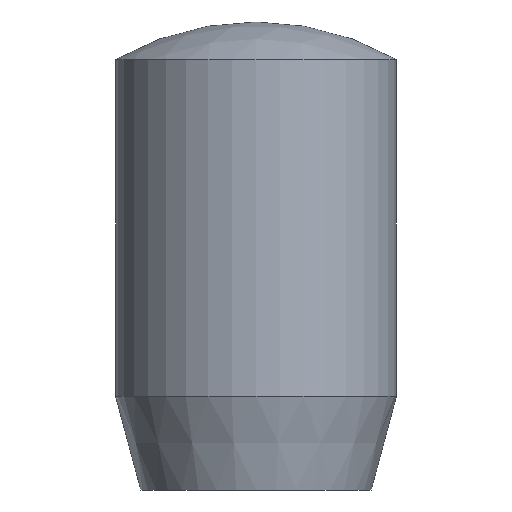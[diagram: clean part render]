
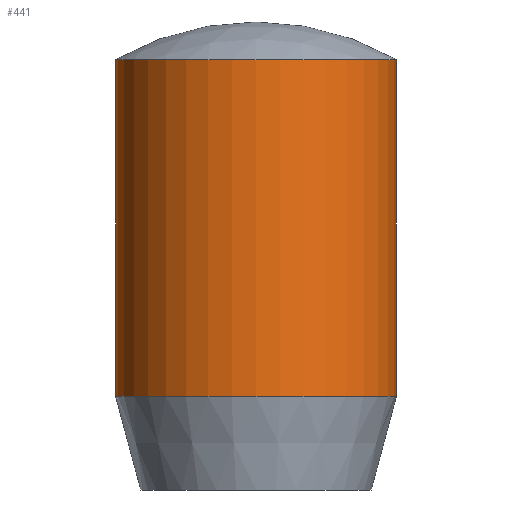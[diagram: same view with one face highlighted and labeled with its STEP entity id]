
A CAD part, front view. The second image highlights one B-rep face of the part: STEP entity #441.
In plain terms, the highlighted cylindrical face has radius 3 mm (diameter 6 mm), a partial arc.
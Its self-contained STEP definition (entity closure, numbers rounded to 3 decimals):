
#17 = DIRECTION ( 'NONE',  ( 0., 0., -1. ) ) ;
#21 = CARTESIAN_POINT ( 'NONE',  ( 3., 0., 5. ) ) ;
#37 = CARTESIAN_POINT ( 'NONE',  ( 3., 0., 4.196 ) ) ;
#61 = VECTOR ( 'NONE', #17, 1000. ) ;
#142 = DIRECTION ( 'NONE',  ( 1., 0., 0. ) ) ;
#149 = DIRECTION ( 'NONE',  ( 0., 0., 1. ) ) ;
#152 = CARTESIAN_POINT ( 'NONE',  ( 0., 0., -3. ) ) ;
#177 = CARTESIAN_POINT ( 'NONE',  ( 3., 0., -3. ) ) ;
#185 = VERTEX_POINT ( 'NONE', #177 ) ;
#189 = EDGE_LOOP ( 'NONE', ( #214, #313, #716, #559 ) ) ;
#199 = AXIS2_PLACEMENT_3D ( 'NONE', #152, #149, #142 ) ;
#205 = CARTESIAN_POINT ( 'NONE',  ( -3., 0., 5. ) ) ;
#206 = EDGE_CURVE ( 'NONE', #401, #185, #270, .T. ) ;
#214 = ORIENTED_EDGE ( 'NONE', *, *, #234, .F. ) ;
#216 = DIRECTION ( 'NONE',  ( 0., 0., -1. ) ) ;
#225 = EDGE_CURVE ( 'NONE', #489, #401, #332, .T. ) ;
#234 = EDGE_CURVE ( 'NONE', #342, #185, #762, .T. ) ;
#248 = VECTOR ( 'NONE', #216, 1000. ) ;
#265 = DIRECTION ( 'NONE',  ( -1., 0., 0. ) ) ;
#269 = CARTESIAN_POINT ( 'NONE',  ( 0., 0., 5. ) ) ;
#270 = CIRCLE ( 'NONE', #199, 3. ) ;
#279 = DIRECTION ( 'NONE',  ( 0., 0., -1. ) ) ;
#313 = ORIENTED_EDGE ( 'NONE', *, *, #469, .T. ) ;
#331 = CYLINDRICAL_SURFACE ( 'NONE', #484, 3. ) ;
#332 = LINE ( 'NONE', #205, #248 ) ;
#342 = VERTEX_POINT ( 'NONE', #37 ) ;
#346 = CARTESIAN_POINT ( 'NONE',  ( -3., 0., 4.196 ) ) ;
#353 = FACE_OUTER_BOUND ( 'NONE', #189, .T. ) ;
#401 = VERTEX_POINT ( 'NONE', #479 ) ;
#413 = DIRECTION ( 'NONE',  ( 0., 0., -1. ) ) ;
#441 = ADVANCED_FACE ( 'NONE', ( #353 ), #331, .T. ) ;
#469 = EDGE_CURVE ( 'NONE', #342, #489, #795, .T. ) ;
#479 = CARTESIAN_POINT ( 'NONE',  ( -3., 0., -3. ) ) ;
#484 = AXIS2_PLACEMENT_3D ( 'NONE', #269, #413, #265 ) ;
#489 = VERTEX_POINT ( 'NONE', #346 ) ;
#559 = ORIENTED_EDGE ( 'NONE', *, *, #206, .T. ) ;
#682 = CARTESIAN_POINT ( 'NONE',  ( 0., 0., 4.196 ) ) ;
#716 = ORIENTED_EDGE ( 'NONE', *, *, #225, .T. ) ;
#736 = DIRECTION ( 'NONE',  ( -1., 0., 0. ) ) ;
#762 = LINE ( 'NONE', #21, #61 ) ;
#795 = CIRCLE ( 'NONE', #799, 3. ) ;
#799 = AXIS2_PLACEMENT_3D ( 'NONE', #682, #279, #736 ) ;
